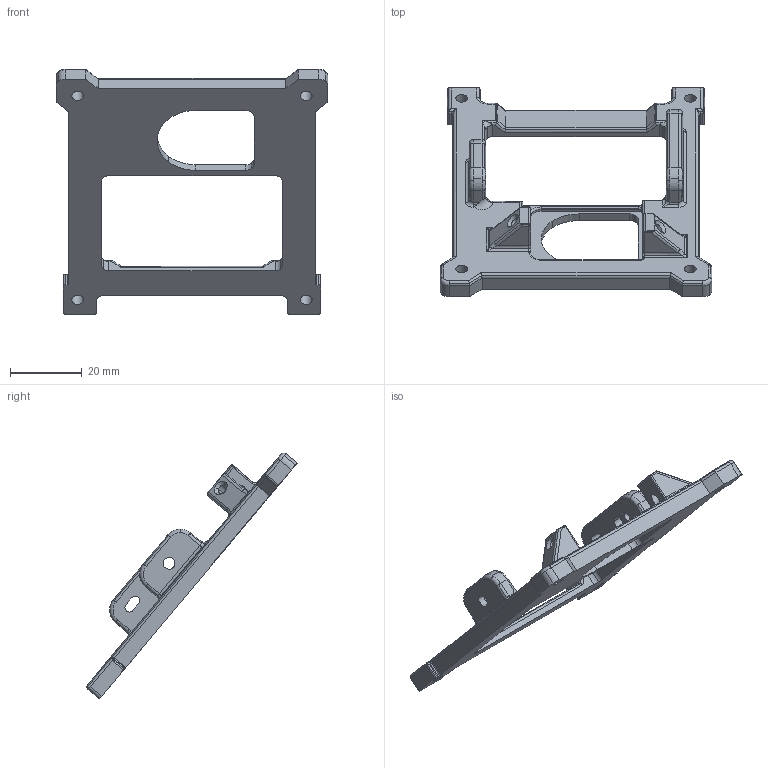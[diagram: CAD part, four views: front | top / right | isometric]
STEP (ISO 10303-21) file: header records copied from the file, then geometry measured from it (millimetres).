
FILE_DESCRIPTION(('STEP AP214'),'1');
FILE_NAME('Picamera_holder_frame.stp','2022-08-06T14:25:50',(' '),(' '),'Spatial InterOp 3D',' ',' ');
FILE_SCHEMA(('AUTOMOTIVE_DESIGN { 1 0 10303 214 1 1 1 1 }'));
Length unit declared in the file: metre
Products named in the file (1): PiCamera_holder_frame
Bounding box: 75.54 x 58.38 x 68.3 mm (x, y, z)
Volume: 16901.4 mm3; surface area: 10593.7 mm2
Topology: 1 solids, 1 shells, 385 faces, 1008 edges, 607 vertices
Faces by surface type: cylinder 257, plane 64, torus 34, bspline 19, sphere 7, cone 4
Entity records: 16094 total; most frequent: CARTESIAN_POINT 6406, DIRECTION 2189, ORIENTED_EDGE 1982, EDGE_CURVE 991, AXIS2_PLACEMENT_3D 872, VERTEX_POINT 607, LINE 445, VECTOR 445
